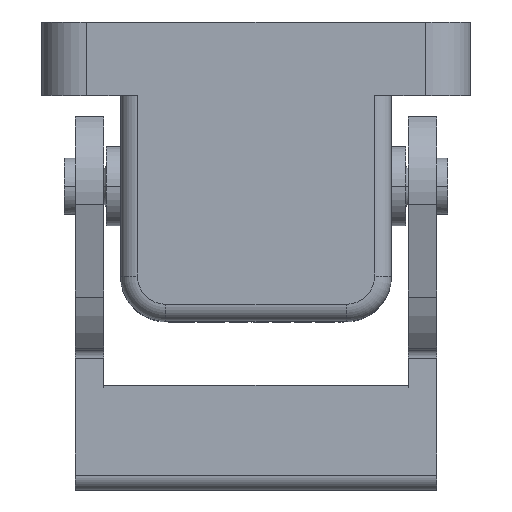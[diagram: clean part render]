
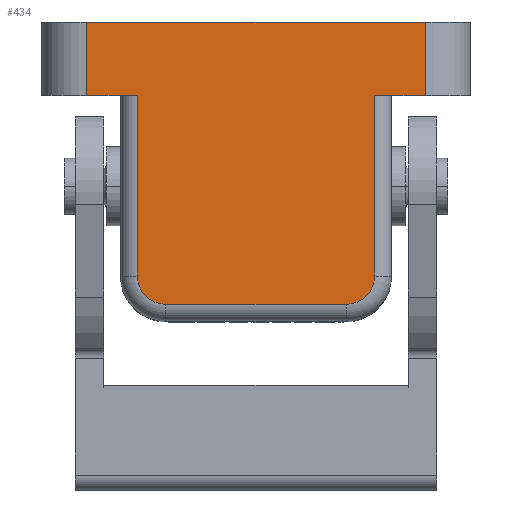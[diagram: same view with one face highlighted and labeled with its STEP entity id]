
A CAD part, top view. The second image highlights one B-rep face of the part: STEP entity #434.
In plain terms, the highlighted planar face has unit normal (0, 0, 1).
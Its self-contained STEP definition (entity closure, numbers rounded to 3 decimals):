
#215=FACE_OUTER_BOUND('',#1629,.T.);
#434=ADVANCED_FACE('87',(#215),#666,.F.);
#666=PLANE('',#4306);
#781=CIRCLE('',#4304,2.5);
#782=CIRCLE('',#4305,2.5);
#970=LINE('',#6221,#1265);
#971=LINE('',#6224,#1266);
#972=LINE('',#6228,#1267);
#973=LINE('',#6232,#1268);
#974=LINE('',#6234,#1269);
#975=LINE('',#6236,#1270);
#976=LINE('',#6238,#1271);
#977=LINE('',#6240,#1272);
#1265=VECTOR('',#4707,1.);
#1266=VECTOR('',#4708,1.);
#1267=VECTOR('',#4711,1.);
#1268=VECTOR('',#4714,1.);
#1269=VECTOR('',#4715,1.);
#1270=VECTOR('',#4716,1.);
#1271=VECTOR('',#4717,1.);
#1272=VECTOR('',#4718,1.);
#1629=EDGE_LOOP('',(#1937,#1938,#1939,#1940,#1941,#1942,#1943,#1944,#1945,
#1946));
#1937=ORIENTED_EDGE('',*,*,#3581,.T.);
#1938=ORIENTED_EDGE('',*,*,#3582,.T.);
#1939=ORIENTED_EDGE('',*,*,#3583,.T.);
#1940=ORIENTED_EDGE('',*,*,#3584,.T.);
#1941=ORIENTED_EDGE('',*,*,#3585,.T.);
#1942=ORIENTED_EDGE('',*,*,#3586,.T.);
#1943=ORIENTED_EDGE('',*,*,#3587,.T.);
#1944=ORIENTED_EDGE('',*,*,#3588,.T.);
#1945=ORIENTED_EDGE('',*,*,#3589,.F.);
#1946=ORIENTED_EDGE('',*,*,#3590,.F.);
#3177=VERTEX_POINT('',#6222);
#3178=VERTEX_POINT('',#6223);
#3179=VERTEX_POINT('',#6225);
#3180=VERTEX_POINT('',#6227);
#3181=VERTEX_POINT('',#6229);
#3182=VERTEX_POINT('',#6231);
#3183=VERTEX_POINT('',#6233);
#3184=VERTEX_POINT('',#6235);
#3185=VERTEX_POINT('',#6237);
#3186=VERTEX_POINT('',#6239);
#3581=EDGE_CURVE('381',#3177,#3178,#970,.T.);
#3582=EDGE_CURVE('367',#3178,#3179,#971,.T.);
#3583=EDGE_CURVE('365',#3179,#3180,#781,.T.);
#3584=EDGE_CURVE('363',#3180,#3181,#972,.T.);
#3585=EDGE_CURVE('361',#3181,#3182,#782,.T.);
#3586=EDGE_CURVE('360',#3182,#3183,#973,.T.);
#3587=EDGE_CURVE('382',#3183,#3184,#974,.T.);
#3588=EDGE_CURVE('661',#3184,#3185,#975,.T.);
#3589=EDGE_CURVE('615',#3186,#3185,#976,.T.);
#3590=EDGE_CURVE('660',#3177,#3186,#977,.T.);
#4304=AXIS2_PLACEMENT_3D('',#6226,#4709,#4710);
#4305=AXIS2_PLACEMENT_3D('',#6230,#4712,#4713);
#4306=AXIS2_PLACEMENT_3D('',#6241,#4719,#4720);
#4707=DIRECTION('',(1.,0.,0.));
#4708=DIRECTION('',(0.,-1.,0.));
#4709=DIRECTION('',(0.,0.,1.));
#4710=DIRECTION('',(-1.,0.,0.));
#4711=DIRECTION('',(1.,0.,0.));
#4712=DIRECTION('',(0.,0.,1.));
#4713=DIRECTION('',(0.,-1.,0.));
#4714=DIRECTION('',(0.,1.,0.));
#4715=DIRECTION('',(1.,0.,0.));
#4716=DIRECTION('',(0.,1.,0.));
#4717=DIRECTION('',(1.,0.,0.));
#4718=DIRECTION('',(0.,1.,0.));
#4719=DIRECTION('',(0.,0.,-1.));
#4720=DIRECTION('',(0.,1.,0.));
#6221=CARTESIAN_POINT('',(-15.,8.,0.));
#6222=CARTESIAN_POINT('',(-15.,8.,0.));
#6223=CARTESIAN_POINT('',(-10.5,8.,0.));
#6224=CARTESIAN_POINT('',(-10.5,8.,0.));
#6225=CARTESIAN_POINT('',(-10.5,-8.,0.));
#6226=CARTESIAN_POINT('',(-8.,-8.,0.));
#6227=CARTESIAN_POINT('',(-8.,-10.5,0.));
#6228=CARTESIAN_POINT('',(-8.,-10.5,0.));
#6229=CARTESIAN_POINT('',(8.,-10.5,0.));
#6230=CARTESIAN_POINT('',(8.,-8.,0.));
#6231=CARTESIAN_POINT('',(10.5,-8.,0.));
#6232=CARTESIAN_POINT('',(10.5,-8.,0.));
#6233=CARTESIAN_POINT('',(10.5,8.,0.));
#6234=CARTESIAN_POINT('',(10.5,8.,0.));
#6235=CARTESIAN_POINT('',(15.,8.,0.));
#6236=CARTESIAN_POINT('',(15.,8.,0.));
#6237=CARTESIAN_POINT('',(15.,14.5,0.));
#6238=CARTESIAN_POINT('',(-15.,14.5,0.));
#6239=CARTESIAN_POINT('',(-15.,14.5,0.));
#6240=CARTESIAN_POINT('',(-15.,8.,0.));
#6241=CARTESIAN_POINT('',(0.,0.,0.));
